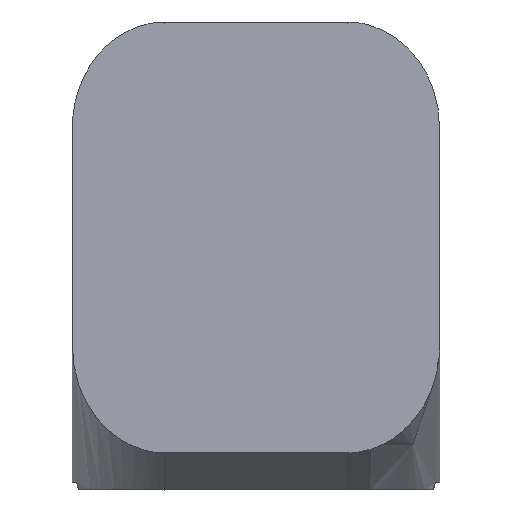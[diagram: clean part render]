
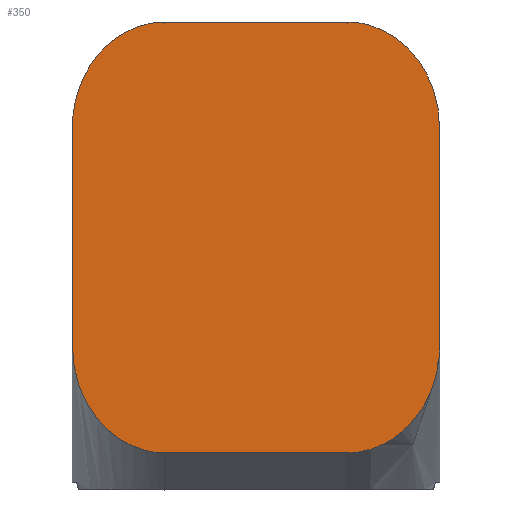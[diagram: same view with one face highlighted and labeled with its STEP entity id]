
A CAD part, front view. The second image highlights one B-rep face of the part: STEP entity #350.
In plain terms, the highlighted planar face has unit normal (0, -1, 0).
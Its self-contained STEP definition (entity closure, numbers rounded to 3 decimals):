
#45=LINE('',#587,#66);
#46=LINE('',#685,#67);
#47=LINE('',#687,#68);
#48=LINE('',#689,#69);
#66=VECTOR('',#431,1000.);
#67=VECTOR('',#432,1000.);
#68=VECTOR('',#435,1000.);
#69=VECTOR('',#438,1000.);
#80=B_SPLINE_CURVE_WITH_KNOTS('',3,(#556,#557,#558,#559,#560),
 .UNSPECIFIED.,.F.,.F.,(4,1,4),(0.,0.002,
0.004),.UNSPECIFIED.);
#84=B_SPLINE_CURVE_WITH_KNOTS('',3,(#605,#606,#607,#608,#609),
 .UNSPECIFIED.,.F.,.F.,(4,1,4),(0.,0.002,
0.004),.UNSPECIFIED.);
#86=B_SPLINE_CURVE_WITH_KNOTS('',3,(#627,#628,#629,#630,#631),
 .UNSPECIFIED.,.F.,.F.,(4,1,4),(0.,0.002,
0.004),.UNSPECIFIED.);
#89=B_SPLINE_CURVE_WITH_KNOTS('',3,(#654,#655,#656,#657,#658),
 .UNSPECIFIED.,.F.,.F.,(4,1,4),(0.,0.002,
0.004),.UNSPECIFIED.);
#102=PLANE('',#381);
#189=ORIENTED_EDGE('',*,*,#238,.T.);
#190=ORIENTED_EDGE('',*,*,#241,.T.);
#191=ORIENTED_EDGE('',*,*,#235,.T.);
#192=ORIENTED_EDGE('',*,*,#242,.T.);
#193=ORIENTED_EDGE('',*,*,#228,.T.);
#194=ORIENTED_EDGE('',*,*,#231,.F.);
#195=ORIENTED_EDGE('',*,*,#233,.T.);
#196=ORIENTED_EDGE('',*,*,#243,.T.);
#228=EDGE_CURVE('',#268,#269,#80,.T.);
#231=EDGE_CURVE('',#270,#269,#45,.T.);
#233=EDGE_CURVE('',#270,#271,#84,.T.);
#235=EDGE_CURVE('',#272,#273,#86,.T.);
#238=EDGE_CURVE('',#274,#275,#89,.T.);
#241=EDGE_CURVE('',#275,#272,#46,.T.);
#242=EDGE_CURVE('',#273,#268,#47,.F.);
#243=EDGE_CURVE('',#271,#274,#48,.T.);
#268=VERTEX_POINT('',#561);
#269=VERTEX_POINT('',#562);
#270=VERTEX_POINT('',#588);
#271=VERTEX_POINT('',#610);
#272=VERTEX_POINT('',#632);
#273=VERTEX_POINT('',#633);
#274=VERTEX_POINT('',#659);
#275=VERTEX_POINT('',#660);
#304=EDGE_LOOP('',(#189,#190,#191,#192,#193,#194,#195,#196));
#329=FACE_BOUND('',#304,.T.);
#350=ADVANCED_FACE('',(#329),#102,.F.);
#381=AXIS2_PLACEMENT_3D('',#690,#439,#440);
#431=DIRECTION('',(-1.,0.,0.));
#432=DIRECTION('',(-1.,0.,0.));
#435=DIRECTION('',(0.,0.,1.));
#438=DIRECTION('',(0.,0.,1.));
#439=DIRECTION('',(0.,1.,0.));
#440=DIRECTION('',(0.,0.,1.));
#556=CARTESIAN_POINT('',(12.5,-175.341,26.554));
#557=CARTESIAN_POINT('',(12.5,-175.341,25.834));
#558=CARTESIAN_POINT('',(12.927,-175.341,24.405));
#559=CARTESIAN_POINT('',(14.275,-175.341,23.605));
#560=CARTESIAN_POINT('',(15.,-175.341,23.605));
#561=CARTESIAN_POINT('',(12.5,-175.341,26.554));
#562=CARTESIAN_POINT('',(15.,-175.341,23.605));
#587=CARTESIAN_POINT('',(121.029,-175.341,23.605));
#588=CARTESIAN_POINT('',(20.,-175.341,23.605));
#605=CARTESIAN_POINT('',(20.,-175.341,23.605));
#606=CARTESIAN_POINT('',(20.722,-175.341,23.605));
#607=CARTESIAN_POINT('',(22.066,-175.341,24.394));
#608=CARTESIAN_POINT('',(22.5,-175.341,25.835));
#609=CARTESIAN_POINT('',(22.5,-175.341,26.554));
#610=CARTESIAN_POINT('',(22.5,-175.341,26.554));
#627=CARTESIAN_POINT('',(15.,-175.341,35.333));
#628=CARTESIAN_POINT('',(14.283,-175.341,35.333));
#629=CARTESIAN_POINT('',(12.939,-175.341,34.565));
#630=CARTESIAN_POINT('',(12.5,-175.341,33.132));
#631=CARTESIAN_POINT('',(12.5,-175.341,32.418));
#632=CARTESIAN_POINT('',(15.,-175.341,35.333));
#633=CARTESIAN_POINT('',(12.5,-175.341,32.418));
#654=CARTESIAN_POINT('',(22.5,-175.341,32.418));
#655=CARTESIAN_POINT('',(22.5,-175.341,33.134));
#656=CARTESIAN_POINT('',(22.068,-175.341,34.554));
#657=CARTESIAN_POINT('',(20.72,-175.341,35.333));
#658=CARTESIAN_POINT('',(20.,-175.341,35.333));
#659=CARTESIAN_POINT('',(22.5,-175.341,32.418));
#660=CARTESIAN_POINT('',(20.,-175.341,35.333));
#685=CARTESIAN_POINT('',(121.029,-175.341,35.333));
#687=CARTESIAN_POINT('',(12.5,-175.341,77.318));
#689=CARTESIAN_POINT('',(22.5,-175.341,67.659));
#690=CARTESIAN_POINT('',(121.029,-175.341,35.333));
